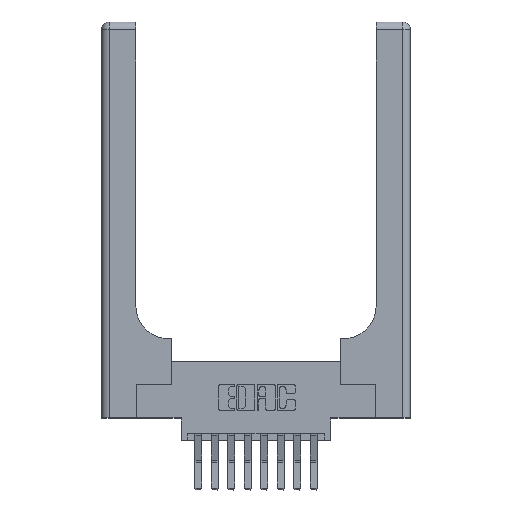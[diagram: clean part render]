
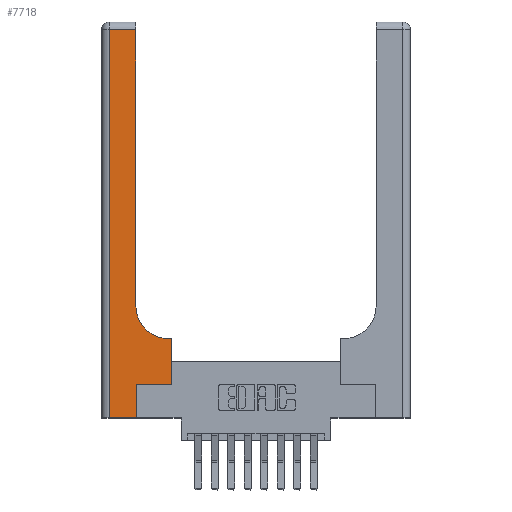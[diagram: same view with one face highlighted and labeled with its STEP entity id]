
A CAD part, top view. The second image highlights one B-rep face of the part: STEP entity #7718.
In plain terms, the highlighted planar face has unit normal (0, 0, 1).
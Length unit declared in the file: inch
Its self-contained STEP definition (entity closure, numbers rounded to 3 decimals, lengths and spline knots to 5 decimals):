
#428 = CARTESIAN_POINT ( 'NONE',  ( 0.51, 0.85, 0.37 ) ) ;
#765 = VECTOR ( 'NONE', #14354, 39.37008 ) ;
#1236 = EDGE_CURVE ( 'NONE', #4716, #13721, #1817, .T. ) ;
#1300 = DIRECTION ( 'NONE',  ( 0., 1., 0. ) ) ;
#1370 = VERTEX_POINT ( 'NONE', #5190 ) ;
#1587 = EDGE_CURVE ( 'NONE', #2363, #5228, #10696, .T. ) ;
#1782 = CARTESIAN_POINT ( 'NONE',  ( 0., 2.94, 0.37 ) ) ;
#1817 = LINE ( 'NONE', #4377, #9275 ) ;
#2043 = EDGE_CURVE ( 'NONE', #10595, #1370, #10694, .T. ) ;
#2363 = VERTEX_POINT ( 'NONE', #14667 ) ;
#2423 = EDGE_LOOP ( 'NONE', ( #7051, #4711, #11065, #9386, #12941, #8163, #9980, #14631, #2446 ) ) ;
#2446 = ORIENTED_EDGE ( 'NONE', *, *, #7552, .T. ) ;
#2491 = PLANE ( 'NONE',  #4553 ) ;
#2921 = CARTESIAN_POINT ( 'NONE',  ( 0.265, 0.25, 0.37 ) ) ;
#3147 = CARTESIAN_POINT ( 'NONE',  ( 0.26, 0.85, 0.37 ) ) ;
#3619 = LINE ( 'NONE', #8435, #12318 ) ;
#3780 = LINE ( 'NONE', #14794, #4343 ) ;
#3858 = CARTESIAN_POINT ( 'NONE',  ( 0.06, 2.94, 0.37 ) ) ;
#4123 = LINE ( 'NONE', #2921, #4462 ) ;
#4343 = VECTOR ( 'NONE', #5187, 39.37008 ) ;
#4365 = DIRECTION ( 'NONE',  ( 1., 0., 0. ) ) ;
#4377 = CARTESIAN_POINT ( 'NONE',  ( 0.26, 3., 0.37 ) ) ;
#4462 = VECTOR ( 'NONE', #4365, 39.37008 ) ;
#4553 = AXIS2_PLACEMENT_3D ( 'NONE', #5922, #11889, #8364 ) ;
#4571 = CARTESIAN_POINT ( 'NONE',  ( 0.265, 0.25, 0.37 ) ) ;
#4711 = ORIENTED_EDGE ( 'NONE', *, *, #12252, .T. ) ;
#4716 = VERTEX_POINT ( 'NONE', #3147 ) ;
#4795 = CARTESIAN_POINT ( 'NONE',  ( 0.528, 0.6, 0.37 ) ) ;
#4800 = EDGE_CURVE ( 'NONE', #1370, #12209, #7196, .T. ) ;
#5187 = DIRECTION ( 'NONE',  ( -1., 0., 0. ) ) ;
#5190 = CARTESIAN_POINT ( 'NONE',  ( 0.06, 0., 0.37 ) ) ;
#5228 = VERTEX_POINT ( 'NONE', #4795 ) ;
#5922 = CARTESIAN_POINT ( 'NONE',  ( 0., 3., 0.37 ) ) ;
#7051 = ORIENTED_EDGE ( 'NONE', *, *, #1236, .T. ) ;
#7196 = LINE ( 'NONE', #13494, #765 ) ;
#7244 = FACE_OUTER_BOUND ( 'NONE', #2423, .T. ) ;
#7491 = DIRECTION ( 'NONE',  ( -1., 0., 0. ) ) ;
#7552 = EDGE_CURVE ( 'NONE', #14657, #4716, #15361, .T. ) ;
#7570 = VECTOR ( 'NONE', #7491, 39.37008 ) ;
#7718 = ADVANCED_FACE ( 'NONE', ( #7244 ), #2491, .F. ) ;
#7747 = CARTESIAN_POINT ( 'NONE',  ( 0.51, 0.6, 0.37 ) ) ;
#7780 = EDGE_CURVE ( 'NONE', #12209, #15285, #3619, .T. ) ;
#8163 = ORIENTED_EDGE ( 'NONE', *, *, #14645, .T. ) ;
#8364 = DIRECTION ( 'NONE',  ( -1., 0., 0. ) ) ;
#8428 = DIRECTION ( 'NONE',  ( 0., -1., 0. ) ) ;
#8435 = CARTESIAN_POINT ( 'NONE',  ( 0.265, 0., 0.37 ) ) ;
#9275 = VECTOR ( 'NONE', #11613, 39.37008 ) ;
#9386 = ORIENTED_EDGE ( 'NONE', *, *, #4800, .T. ) ;
#9529 = DIRECTION ( 'NONE',  ( 0., 1., 0. ) ) ;
#9634 = CARTESIAN_POINT ( 'NONE',  ( 0.26, 2.94, 0.37 ) ) ;
#9684 = CARTESIAN_POINT ( 'NONE',  ( 0.06, 3., 0.37 ) ) ;
#9980 = ORIENTED_EDGE ( 'NONE', *, *, #1587, .T. ) ;
#10251 = VECTOR ( 'NONE', #9529, 39.37008 ) ;
#10595 = VERTEX_POINT ( 'NONE', #3858 ) ;
#10619 = EDGE_CURVE ( 'NONE', #5228, #14657, #3780, .T. ) ;
#10694 = LINE ( 'NONE', #9684, #11989 ) ;
#10696 = LINE ( 'NONE', #15505, #10251 ) ;
#11065 = ORIENTED_EDGE ( 'NONE', *, *, #2043, .T. ) ;
#11332 = LINE ( 'NONE', #1782, #7570 ) ;
#11613 = DIRECTION ( 'NONE',  ( 0., 1., 0. ) ) ;
#11889 = DIRECTION ( 'NONE',  ( 0., 0., -1. ) ) ;
#11989 = VECTOR ( 'NONE', #8428, 39.37008 ) ;
#12063 = AXIS2_PLACEMENT_3D ( 'NONE', #428, #15052, #13801 ) ;
#12209 = VERTEX_POINT ( 'NONE', #12439 ) ;
#12252 = EDGE_CURVE ( 'NONE', #13721, #10595, #11332, .T. ) ;
#12318 = VECTOR ( 'NONE', #1300, 39.37008 ) ;
#12439 = CARTESIAN_POINT ( 'NONE',  ( 0.265, 0., 0.37 ) ) ;
#12941 = ORIENTED_EDGE ( 'NONE', *, *, #7780, .T. ) ;
#13494 = CARTESIAN_POINT ( 'NONE',  ( 0., 0., 0.37 ) ) ;
#13721 = VERTEX_POINT ( 'NONE', #9634 ) ;
#13801 = DIRECTION ( 'NONE',  ( 1., 0., 0. ) ) ;
#14354 = DIRECTION ( 'NONE',  ( 1., 0., 0. ) ) ;
#14631 = ORIENTED_EDGE ( 'NONE', *, *, #10619, .T. ) ;
#14645 = EDGE_CURVE ( 'NONE', #15285, #2363, #4123, .T. ) ;
#14657 = VERTEX_POINT ( 'NONE', #7747 ) ;
#14667 = CARTESIAN_POINT ( 'NONE',  ( 0.528, 0.25, 0.37 ) ) ;
#14794 = CARTESIAN_POINT ( 'NONE',  ( 0.26, 0.6, 0.37 ) ) ;
#15052 = DIRECTION ( 'NONE',  ( 0., 0., -1. ) ) ;
#15285 = VERTEX_POINT ( 'NONE', #4571 ) ;
#15361 = CIRCLE ( 'NONE', #12063, 0.25 ) ;
#15505 = CARTESIAN_POINT ( 'NONE',  ( 0.528, 0.25, 0.37 ) ) ;
